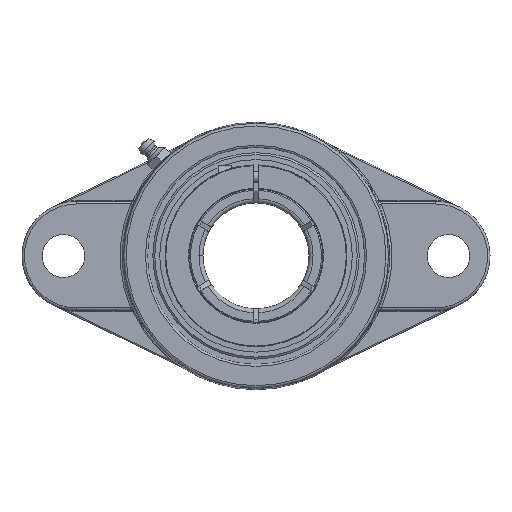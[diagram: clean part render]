
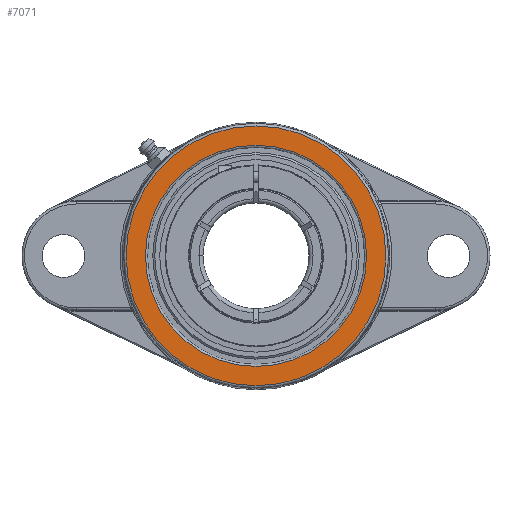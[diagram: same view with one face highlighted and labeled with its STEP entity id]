
A CAD part, top view. The second image highlights one B-rep face of the part: STEP entity #7071.
In plain terms, the highlighted planar face has unit normal (0, 0, 1).
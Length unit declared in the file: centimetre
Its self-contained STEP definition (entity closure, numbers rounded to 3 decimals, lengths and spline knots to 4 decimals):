
#7014=CARTESIAN_POINT('',(0.,4.8579,3.6));
#7015=VERTEX_POINT('',#7014);
#7042=CARTESIAN_POINT('',(0.,0.,3.6));
#7043=DIRECTION('',(-0.,0.,-1.));
#7044=DIRECTION('',(-0.,-1.,0.));
#7045=AXIS2_PLACEMENT_3D('',#7042,#7043,#7044);
#7046=CIRCLE('',#7045,4.8579);
#7047=EDGE_CURVE('',#7015,#7015,#7046,.T.);
#7052=CARTESIAN_POINT('',(-0.,-0.,3.6));
#7053=DIRECTION('',(0.,0.,1.));
#7054=DIRECTION('',(1.,0.,0.));
#7055=AXIS2_PLACEMENT_3D('',#7052,#7053,#7054);
#7056=PLANE('',#7055);
#7057=CARTESIAN_POINT('',(0.,-4.1347,3.6));
#7058=VERTEX_POINT('',#7057);
#7059=CARTESIAN_POINT('',(0.,0.,3.6));
#7060=DIRECTION('',(0.,-0.,1.));
#7061=DIRECTION('',(0.,1.,0.));
#7062=AXIS2_PLACEMENT_3D('',#7059,#7060,#7061);
#7063=CIRCLE('',#7062,4.1347);
#7064=EDGE_CURVE('',#7058,#7058,#7063,.T.);
#7065=ORIENTED_EDGE('',*,*,#7064,.F.);
#7066=EDGE_LOOP('',(#7065));
#7067=FACE_BOUND('',#7066,.T.);
#7068=ORIENTED_EDGE('',*,*,#7047,.F.);
#7069=EDGE_LOOP('',(#7068));
#7070=FACE_BOUND('',#7069,.T.);
#7071=ADVANCED_FACE('',(#7067,#7070),#7056,.T.);
